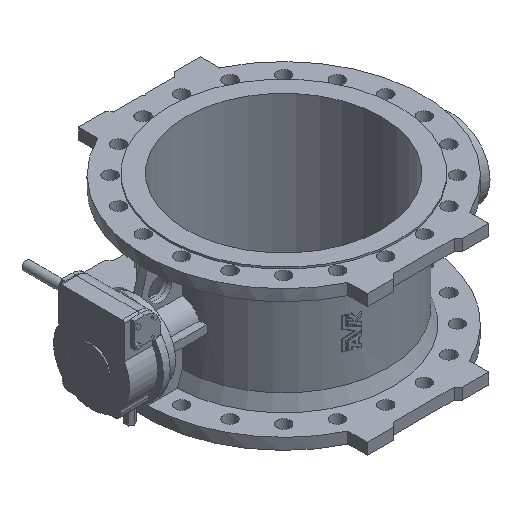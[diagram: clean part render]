
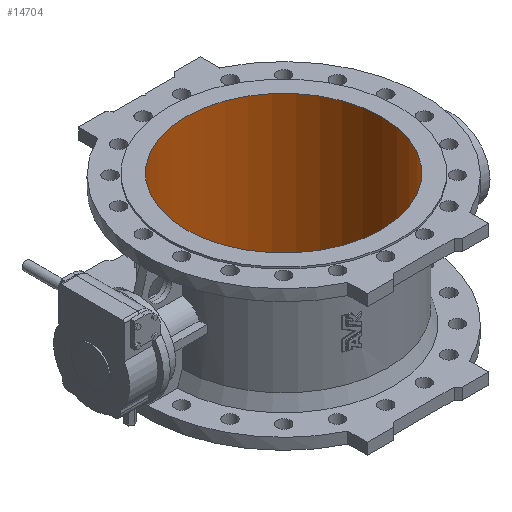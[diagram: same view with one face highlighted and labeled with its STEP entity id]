
A CAD part, isometric view. The second image highlights one B-rep face of the part: STEP entity #14704.
In plain terms, the highlighted cylindrical face has radius 225 mm (diameter 450 mm), a full revolution.
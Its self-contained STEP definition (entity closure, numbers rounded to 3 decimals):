
#701 = FACE_OUTER_BOUND ( 'NONE', #15495, .T. ) ;
#716 = FACE_OUTER_BOUND ( 'NONE', #15471, .T. ) ;
#718 = CYLINDRICAL_SURFACE ( 'NONE', #13994, 225. ) ;
#1491 = DIRECTION ( 'NONE',  ( -1., 0., 0. ) ) ;
#1492 = DIRECTION ( 'NONE',  ( 0., 0., 1. ) ) ;
#1495 = CARTESIAN_POINT ( 'NONE',  ( 0., -3., 133.661 ) ) ;
#4402 = EDGE_CURVE ( 'NONE', #5764, #5764, #7574, .T. ) ;
#4408 = EDGE_CURVE ( 'NONE', #5777, #5777, #7606, .T. ) ;
#5433 = CARTESIAN_POINT ( 'NONE',  ( -225., -3., 165. ) ) ;
#5439 = CARTESIAN_POINT ( 'NONE',  ( -225., -3., -165. ) ) ;
#5764 = VERTEX_POINT ( 'NONE', #5433 ) ;
#5777 = VERTEX_POINT ( 'NONE', #5439 ) ;
#7574 = CIRCLE ( 'NONE', #14678, 225. ) ;
#7606 = CIRCLE ( 'NONE', #14684, 225. ) ;
#12461 = CARTESIAN_POINT ( 'NONE',  ( 0., -3., 165. ) ) ;
#12463 = DIRECTION ( 'NONE',  ( 0., 0., 1. ) ) ;
#12464 = DIRECTION ( 'NONE',  ( -1., 0., 0. ) ) ;
#12506 = CARTESIAN_POINT ( 'NONE',  ( 0., -3., -165. ) ) ;
#12508 = DIRECTION ( 'NONE',  ( 0., 0., 1. ) ) ;
#12510 = DIRECTION ( 'NONE',  ( -1., 0., 0. ) ) ;
#13119 = ORIENTED_EDGE ( 'NONE', *, *, #4408, .F. ) ;
#13121 = ORIENTED_EDGE ( 'NONE', *, *, #4402, .T. ) ;
#13994 = AXIS2_PLACEMENT_3D ( 'NONE', #1495, #1492, #1491 ) ;
#14678 = AXIS2_PLACEMENT_3D ( 'NONE', #12461, #12463, #12464 ) ;
#14684 = AXIS2_PLACEMENT_3D ( 'NONE', #12506, #12508, #12510 ) ;
#14704 = ADVANCED_FACE ( 'NONE', ( #701, #716 ), #718, .F. ) ;
#15471 = EDGE_LOOP ( 'NONE', ( #13121 ) ) ;
#15495 = EDGE_LOOP ( 'NONE', ( #13119 ) ) ;
